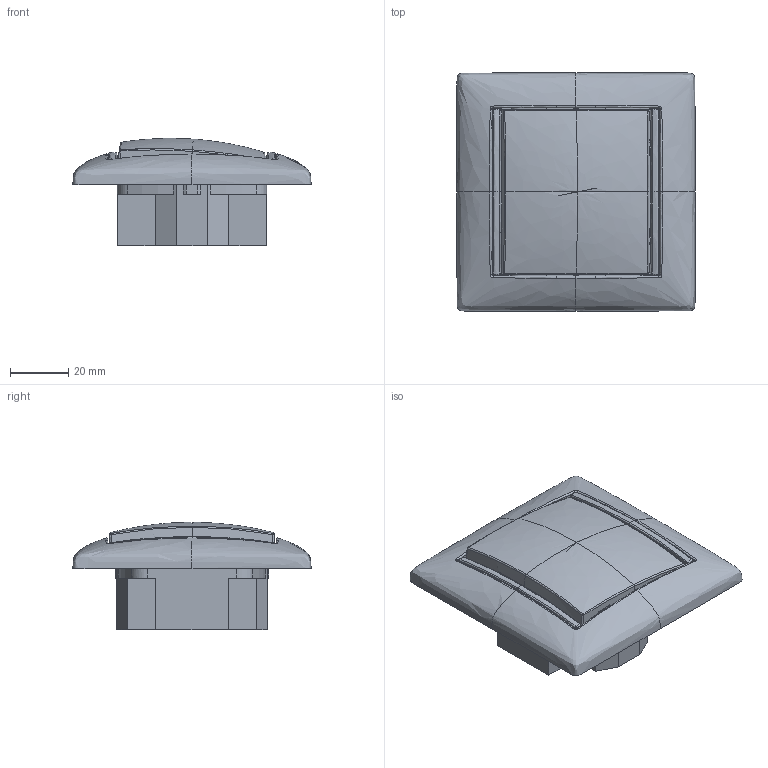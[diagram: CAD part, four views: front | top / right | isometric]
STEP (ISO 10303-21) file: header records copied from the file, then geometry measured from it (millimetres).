
FILE_DESCRIPTION (( 'STEP AP214' ), '1' );
FILE_NAME ('774401.STEP', '2025-09-02T10:29:00', ( '' ), ( '' ), 'SwSTEP 2.0', 'SolidWorks 2022', '' );
FILE_SCHEMA (( 'AUTOMOTIVE_DESIGN' ));
Length unit declared in the file: millimetre
Products named in the file (1): 774401
Bounding box: 82 x 82 x 36.92 mm (x, y, z)
Surface area: 33259.1 mm2 (no closed solid volume)
Topology: 0 solids, 7 shells, 1472 faces, 4150 edges, 2604 vertices
Faces by surface type: bspline 598, plane 527, cylinder 233, cone 58, torus 28, sphere 28
Entity records: 87400 total; most frequent: CARTESIAN_POINT 59806, ORIENTED_EDGE 8148, EDGE_CURVE 4106, B_SPLINE_CURVE_WITH_KNOTS 4104, VERTEX_POINT 2604, DIRECTION 1754, EDGE_LOOP 1500, ADVANCED_FACE 1472
